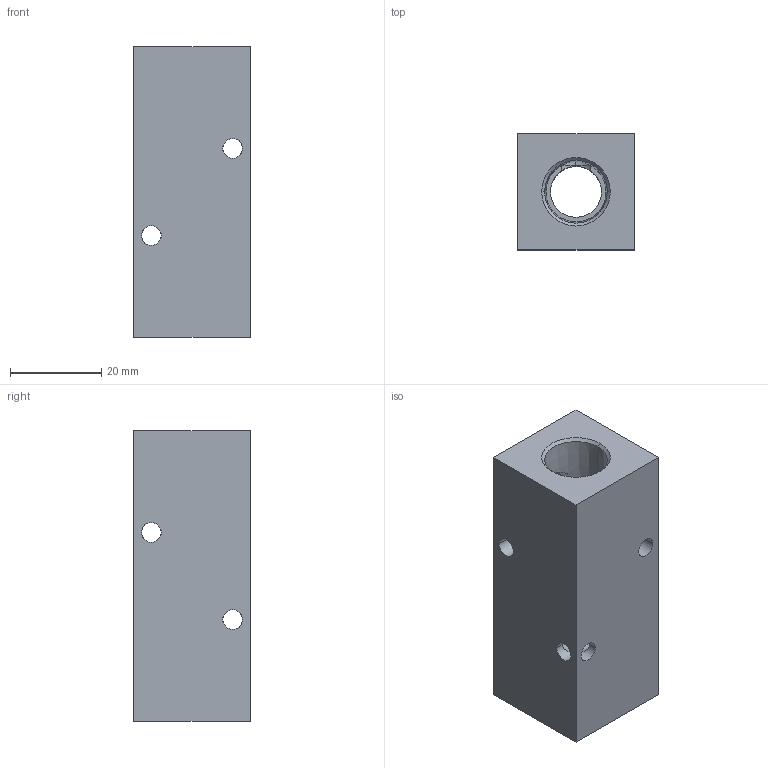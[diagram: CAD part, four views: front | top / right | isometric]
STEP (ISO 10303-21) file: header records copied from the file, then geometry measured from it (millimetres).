
FILE_DESCRIPTION (( 'STEP AP203' ), '1' );
FILE_NAME ('MRS-3CB.step', '2015-12-02T21:11:32', ( '' ), ( '' ), 'SwSTEP 2.0', 'SolidWorks 2015', '' );
FILE_SCHEMA (( 'CONFIG_CONTROL_DESIGN' ));
Length unit declared in the file: inch
Products named in the file (1): MRS-3CB
Bounding box: 25.4 x 25.4 x 63.5 mm (x, y, z)
Volume: 30753.5 mm3; surface area: 11280.5 mm2
Topology: 1 solids, 1 shells, 54 faces, 149 edges, 92 vertices
Faces by surface type: cylinder 23, cone 20, plane 11
Entity records: 2056 total; most frequent: CARTESIAN_POINT 599, ORIENTED_EDGE 298, DIRECTION 285, EDGE_CURVE 149, AXIS2_PLACEMENT_3D 114, VERTEX_POINT 92, EDGE_LOOP 69, CIRCLE 59
